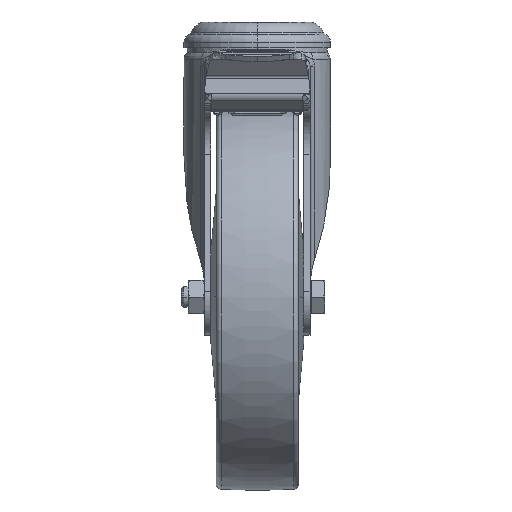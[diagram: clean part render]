
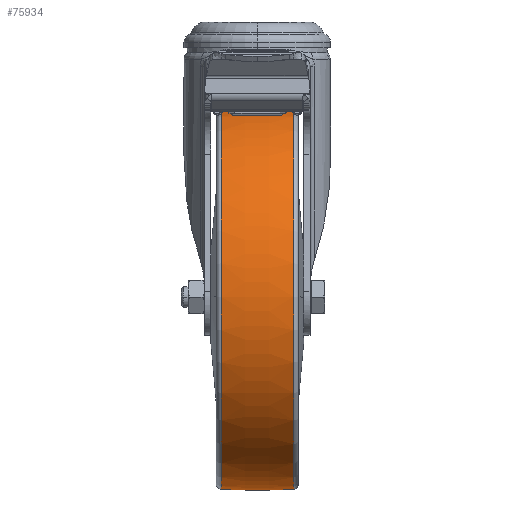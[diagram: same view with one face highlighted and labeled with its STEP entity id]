
A CAD part, top view. The second image highlights one B-rep face of the part: STEP entity #75934.
In plain terms, the highlighted toroidal (fillet/blend) face has major radius 225 mm and minor radius 300 mm.
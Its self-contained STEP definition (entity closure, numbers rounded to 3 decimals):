
#281 = CARTESIAN_POINT ( 'NONE',  ( -14.094, 0., 0. ) ) ;
#283 = DIRECTION ( 'NONE',  ( -1., 0., 0. ) ) ;
#284 = DIRECTION ( 'NONE',  ( 0., 0., 1. ) ) ;
#344 = CARTESIAN_POINT ( 'NONE',  ( 14.094, 0., 0. ) ) ;
#345 = CARTESIAN_POINT ( 'NONE',  ( 0., 0., 225. ) ) ;
#350 = DIRECTION ( 'NONE',  ( 0., 1., 0. ) ) ;
#351 = DIRECTION ( 'NONE',  ( 0., 0., 1. ) ) ;
#361 = DIRECTION ( 'NONE',  ( -1., 0., 0. ) ) ;
#362 = DIRECTION ( 'NONE',  ( 0., 0., 1. ) ) ;
#366 = CARTESIAN_POINT ( 'NONE',  ( 0., 0., -225. ) ) ;
#367 = DIRECTION ( 'NONE',  ( 0., -1., 0. ) ) ;
#368 = DIRECTION ( 'NONE',  ( 0., 0., -1. ) ) ;
#3699 = AXIS2_PLACEMENT_3D ( 'NONE', #281, #283, #284 ) ;
#3716 = AXIS2_PLACEMENT_3D ( 'NONE', #345, #350, #351 ) ;
#3717 = AXIS2_PLACEMENT_3D ( 'NONE', #366, #367, #368 ) ;
#3718 = AXIS2_PLACEMENT_3D ( 'NONE', #344, #361, #362 ) ;
#10311 = EDGE_LOOP ( 'NONE', ( #74703, #74706, #74701, #74704 ) ) ;
#13601 = CARTESIAN_POINT ( 'NONE',  ( 0., 0., 0. ) ) ;
#13607 = DIRECTION ( 'NONE',  ( -1., 0., 0. ) ) ;
#13615 = DIRECTION ( 'NONE',  ( 0., 0., 1. ) ) ;
#15766 = EDGE_CURVE ( 'NONE', #59634, #59527, #17805, .T. ) ;
#15786 = EDGE_CURVE ( 'NONE', #59600, #59527, #17785, .T. ) ;
#15788 = EDGE_CURVE ( 'NONE', #59538, #59600, #17783, .T. ) ;
#15790 = EDGE_CURVE ( 'NONE', #59538, #59634, #17780, .T. ) ;
#17780 = CIRCLE ( 'NONE', #3717, 300. ) ;
#17783 = CIRCLE ( 'NONE', #3718, 74.669 ) ;
#17785 = CIRCLE ( 'NONE', #3716, 300. ) ;
#17805 = CIRCLE ( 'NONE', #3699, 74.669 ) ;
#32321 = AXIS2_PLACEMENT_3D ( 'NONE', #13601, #13607, #13615 ) ;
#35721 = CARTESIAN_POINT ( 'NONE',  ( -14.094, 0., -74.669 ) ) ;
#35741 = CARTESIAN_POINT ( 'NONE',  ( 14.094, 0., 74.669 ) ) ;
#35854 = CARTESIAN_POINT ( 'NONE',  ( 14.094, 0., -74.669 ) ) ;
#35913 = CARTESIAN_POINT ( 'NONE',  ( -14.094, 0., 74.669 ) ) ;
#52775 = TOROIDAL_SURFACE ( 'NONE', #32321, -225., 300. ) ;
#52812 = FACE_OUTER_BOUND ( 'NONE', #10311, .T. ) ;
#59527 = VERTEX_POINT ( 'NONE', #35721 ) ;
#59538 = VERTEX_POINT ( 'NONE', #35741 ) ;
#59600 = VERTEX_POINT ( 'NONE', #35854 ) ;
#59634 = VERTEX_POINT ( 'NONE', #35913 ) ;
#74701 = ORIENTED_EDGE ( 'NONE', *, *, #15766, .F. ) ;
#74703 = ORIENTED_EDGE ( 'NONE', *, *, #15788, .T. ) ;
#74704 = ORIENTED_EDGE ( 'NONE', *, *, #15790, .F. ) ;
#74706 = ORIENTED_EDGE ( 'NONE', *, *, #15786, .T. ) ;
#75934 = ADVANCED_FACE ( 'NONE', ( #52812 ), #52775, .T. ) ;
